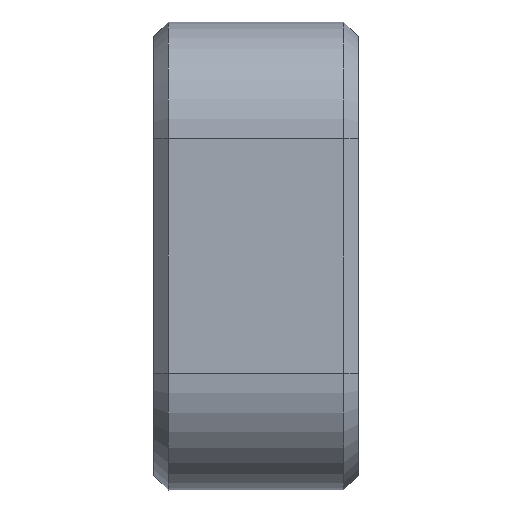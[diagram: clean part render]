
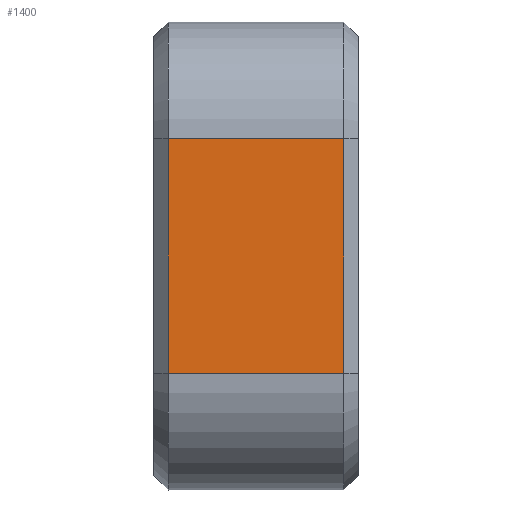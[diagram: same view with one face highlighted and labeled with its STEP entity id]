
A CAD part, left-side view. The second image highlights one B-rep face of the part: STEP entity #1400.
In plain terms, the highlighted planar face has unit normal (-1, 0, 0).
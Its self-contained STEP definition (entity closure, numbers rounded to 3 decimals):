
#78=PLANE('',#1561);
#156=FACE_OUTER_BOUND('',#258,.T.);
#258=EDGE_LOOP('',(#1221,#1222,#1223,#1224));
#378=LINE('',#2337,#510);
#387=LINE('',#2360,#519);
#389=LINE('',#2366,#521);
#390=LINE('',#2367,#522);
#510=VECTOR('',#1920,10.);
#519=VECTOR('',#1949,10.);
#521=VECTOR('',#1955,10.);
#522=VECTOR('',#1956,10.);
#704=VERTEX_POINT('',#2331);
#705=VERTEX_POINT('',#2335);
#709=VERTEX_POINT('',#2359);
#711=VERTEX_POINT('',#2365);
#876=EDGE_CURVE('',#704,#705,#378,.T.);
#887=EDGE_CURVE('',#705,#709,#387,.T.);
#890=EDGE_CURVE('',#711,#704,#389,.T.);
#891=EDGE_CURVE('',#709,#711,#390,.T.);
#1221=ORIENTED_EDGE('',*,*,#876,.F.);
#1222=ORIENTED_EDGE('',*,*,#890,.F.);
#1223=ORIENTED_EDGE('',*,*,#891,.F.);
#1224=ORIENTED_EDGE('',*,*,#887,.F.);
#1400=ADVANCED_FACE('',(#156),#78,.T.);
#1561=AXIS2_PLACEMENT_3D('',#2364,#1953,#1954);
#1920=DIRECTION('',(0.,0.,-1.));
#1949=DIRECTION('',(0.,1.,0.));
#1953=DIRECTION('center_axis',(-1.,0.,0.));
#1954=DIRECTION('ref_axis',(0.,0.,
1.));
#1955=DIRECTION('',(0.,-1.,0.));
#1956=DIRECTION('',(0.,0.,1.));
#2331=CARTESIAN_POINT('',(-0.138,16.,13.6));
#2335=CARTESIAN_POINT('',(-0.138,16.,5.6));
#2337=CARTESIAN_POINT('',(-0.138,16.,5.6));
#2359=CARTESIAN_POINT('',(-0.138,22.,5.6));
#2360=CARTESIAN_POINT('',(-0.138,18.5,5.6));
#2364=CARTESIAN_POINT('Origin',(-0.138,18.5,1.6));
#2365=CARTESIAN_POINT('',(-0.138,22.,13.6));
#2366=CARTESIAN_POINT('',(-0.138,18.5,13.6));
#2367=CARTESIAN_POINT('',(-0.138,22.,5.6));
